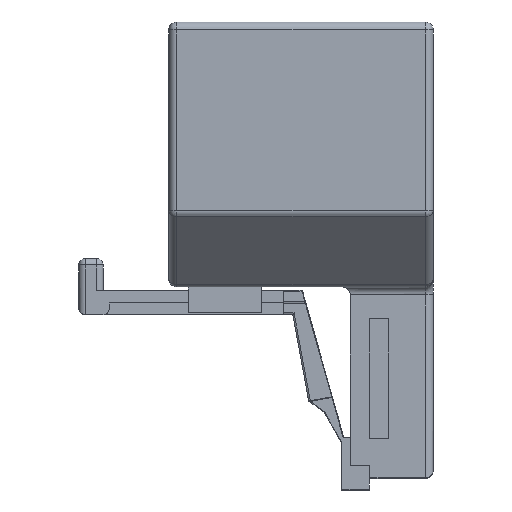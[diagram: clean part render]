
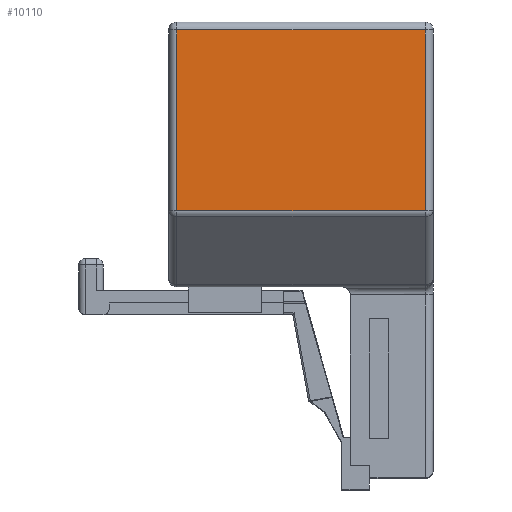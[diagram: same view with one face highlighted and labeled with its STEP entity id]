
A CAD part, left-side view. The second image highlights one B-rep face of the part: STEP entity #10110.
In plain terms, the highlighted planar face has unit normal (-1, 0, 0).
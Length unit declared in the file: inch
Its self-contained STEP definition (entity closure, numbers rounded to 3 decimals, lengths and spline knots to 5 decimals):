
#7622 = LINE ( 'NONE', #7681, #7680 ) ;
#7659 = DIRECTION ( 'NONE',  ( 0., 0., 1. ) ) ;
#7660 = VECTOR ( 'NONE', #7659, 39.37008 ) ;
#7661 = CARTESIAN_POINT ( 'NONE',  ( -0.527, -0.389, 0.415 ) ) ;
#7662 = LINE ( 'NONE', #7661, #7660 ) ;
#7674 = CARTESIAN_POINT ( 'NONE',  ( -0.527, 0.389, 0.39 ) ) ;
#7675 = DIRECTION ( 'NONE',  ( 0., 1., 0. ) ) ;
#7676 = VECTOR ( 'NONE', #7675, 39.37008 ) ;
#7677 = CARTESIAN_POINT ( 'NONE',  ( -0.527, 0.414, 0.39 ) ) ;
#7678 = LINE ( 'NONE', #7677, #7676 ) ;
#7679 = DIRECTION ( 'NONE',  ( 0., 0., -1. ) ) ;
#7680 = VECTOR ( 'NONE', #7679, 39.37008 ) ;
#7681 = CARTESIAN_POINT ( 'NONE',  ( -0.527, 0.389, -0.187 ) ) ;
#7701 = CARTESIAN_POINT ( 'NONE',  ( -0.527, -0.389, 0.39 ) ) ;
#7702 = CARTESIAN_POINT ( 'NONE',  ( -0.527, -0.389, -0.17664 ) ) ;
#7703 = CARTESIAN_POINT ( 'NONE',  ( -0.527, 0.389, -0.17664 ) ) ;
#7704 = DIRECTION ( 'NONE',  ( 0., -1., 0. ) ) ;
#7705 = VECTOR ( 'NONE', #7704, 39.37008 ) ;
#7706 = CARTESIAN_POINT ( 'NONE',  ( -0.527, -0.414, -0.17664 ) ) ;
#7707 = LINE ( 'NONE', #7706, #7705 ) ;
#7708 = DIRECTION ( 'NONE',  ( 0., 0., -1. ) ) ;
#7709 = DIRECTION ( 'NONE',  ( 1., 0., 0. ) ) ;
#7710 = CARTESIAN_POINT ( 'NONE',  ( -0.527, 0.414, 0.415 ) ) ;
#7711 = AXIS2_PLACEMENT_3D ( 'NONE', #7710, #7709, #7708 ) ;
#7712 = PLANE ( 'NONE',  #7711 ) ;
#7713 = FACE_OUTER_BOUND ( 'NONE', #10118, .T. ) ;
#10095 = EDGE_CURVE ( 'NONE', #10097, #10113, #7622, .T. ) ;
#10096 = EDGE_CURVE ( 'NONE', #10116, #10097, #7678, .T. ) ;
#10097 = VERTEX_POINT ( 'NONE', #7674 ) ;
#10098 = ORIENTED_EDGE ( 'NONE', *, *, #10095, .T. ) ;
#10102 = ORIENTED_EDGE ( 'NONE', *, *, #10096, .T. ) ;
#10105 = EDGE_CURVE ( 'NONE', #10114, #10116, #7662, .T. ) ;
#10110 = ADVANCED_FACE ( 'NONE', ( #7713 ), #7712, .F. ) ;
#10111 = ORIENTED_EDGE ( 'NONE', *, *, #10112, .T. ) ;
#10112 = EDGE_CURVE ( 'NONE', #10113, #10114, #7707, .T. ) ;
#10113 = VERTEX_POINT ( 'NONE', #7703 ) ;
#10114 = VERTEX_POINT ( 'NONE', #7702 ) ;
#10115 = ORIENTED_EDGE ( 'NONE', *, *, #10105, .T. ) ;
#10116 = VERTEX_POINT ( 'NONE', #7701 ) ;
#10118 = EDGE_LOOP ( 'NONE', ( #10111, #10115, #10102, #10098 ) ) ;
